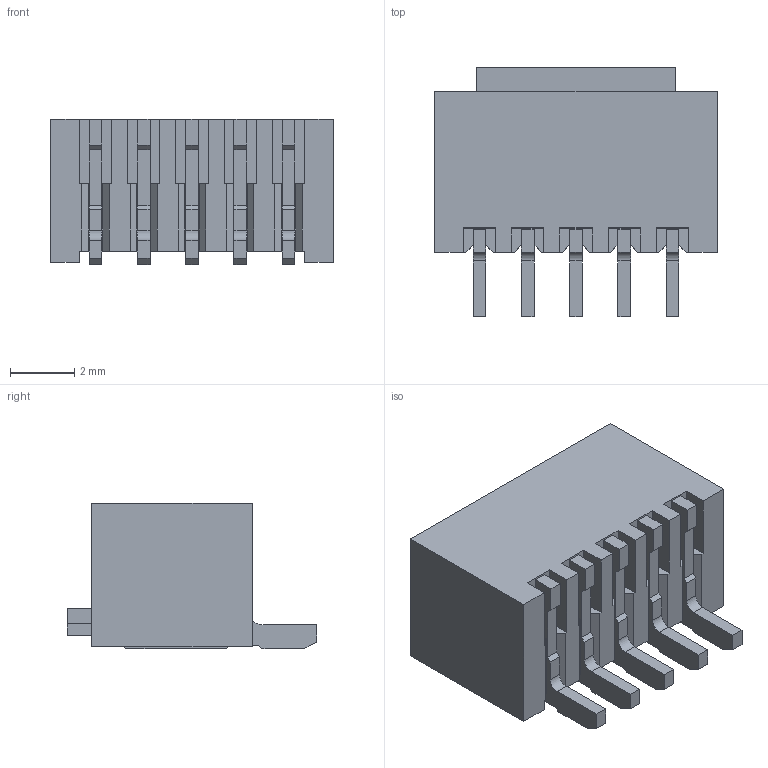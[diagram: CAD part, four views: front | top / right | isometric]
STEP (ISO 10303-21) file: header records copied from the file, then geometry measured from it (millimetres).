
FILE_DESCRIPTION(('FreeCAD Model'),'2;1');
FILE_NAME('K_PicoSPOX_5.step' ,'2016-08-08T15:17:54',('Author'),(''), 'Open CASCADE STEP processor 6.8','FreeCAD','Unknown');
FILE_SCHEMA(('AUTOMOTIVE_DESIGN_CC2 { 1 2 10303 214 -1 1 5 4 }'));
Length unit declared in the file: millimetre
Products named in the file (2): ASSEMBLY; K_PicoSPOX_5
Assembly tree (1 placements, depth 2):
  ASSEMBLY
    K_PicoSPOX_5
Bounding box: 8.8 x 7.75 x 4.52 mm (x, y, z)
Volume: 106.7 mm3; surface area: 413.9 mm2
Topology: 1 solids, 1 shells, 270 faces, 798 edges, 530 vertices
Faces by surface type: plane 260, cylinder 10
Entity records: 22059 total; most frequent: CARTESIAN_POINT 4216, DIRECTION 2908, LINE 2314, VECTOR 2314, ORIENTED_EDGE 1596, PCURVE 1596, DEFINITIONAL_REPRESENTATION 1596, EDGE_CURVE 798
